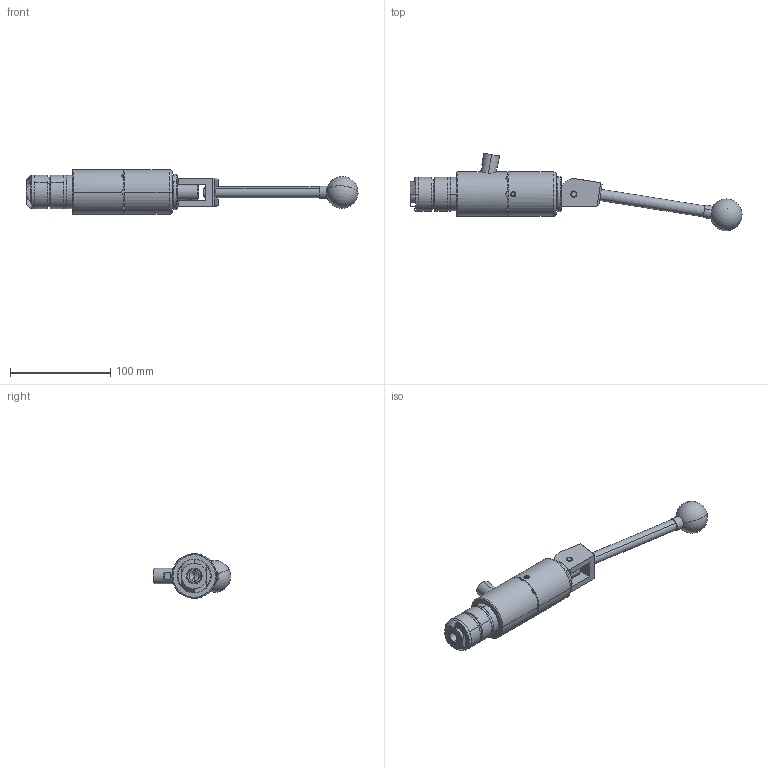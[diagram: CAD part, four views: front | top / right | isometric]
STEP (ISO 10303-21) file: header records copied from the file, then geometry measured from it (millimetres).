
FILE_DESCRIPTION (( 'STEP AP214' ), '1' );
FILE_NAME ('CTSC-003566.STEP', '2025-06-26T14:15:13', ( '' ), ( '' ), 'SwSTEP 2.0', 'SolidWorks 2023', '' );
FILE_SCHEMA (( 'AUTOMOTIVE_DESIGN' ));
Length unit declared in the file: inch
Products named in the file (1): CTSC-003566
Bounding box: 331.23 x 77.27 x 44.45 mm (x, y, z)
Volume: 239526.3 mm3; surface area: 57664.3 mm2
Topology: 10 solids, 11 shells, 297 faces, 714 edges, 451 vertices
Faces by surface type: cylinder 124, plane 107, cone 44, torus 17, bspline 3, sphere 2
Entity records: 14228 total; most frequent: CARTESIAN_POINT 3515, DIRECTION 1450, ORIENTED_EDGE 1402, EDGE_CURVE 701, AXIS2_PLACEMENT_3D 578, VERTEX_POINT 446, EDGE_LOOP 337, DIMENSIONAL_EXPONENTS 298
